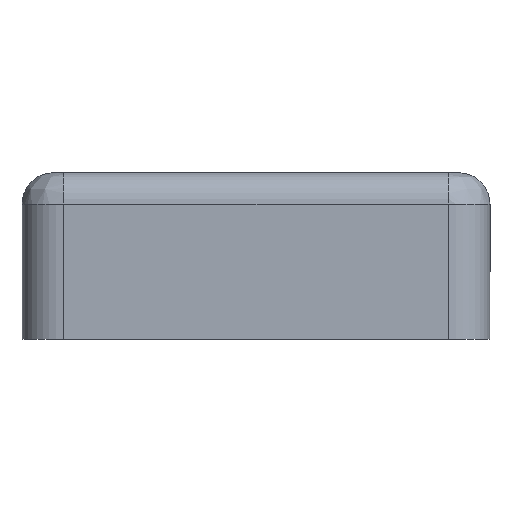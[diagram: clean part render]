
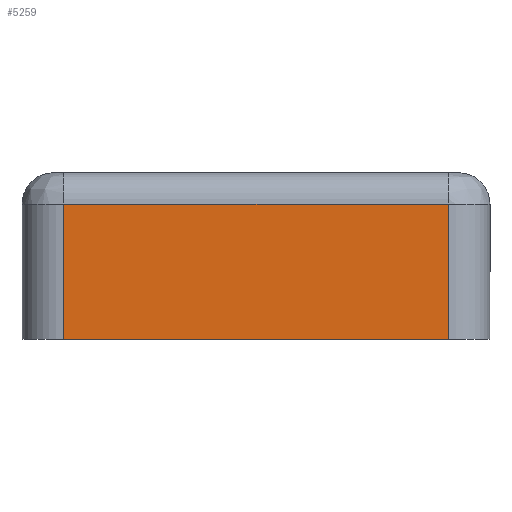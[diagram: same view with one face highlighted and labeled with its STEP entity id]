
A CAD part, left-side view. The second image highlights one B-rep face of the part: STEP entity #5259.
In plain terms, the highlighted planar face has unit normal (-1, 0, 0).
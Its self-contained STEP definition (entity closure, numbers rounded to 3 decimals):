
#200 = VECTOR ( 'NONE', #5444, 1000. ) ;
#418 = LINE ( 'NONE', #1321, #200 ) ;
#467 = VECTOR ( 'NONE', #7727, 1000. ) ;
#1050 = EDGE_CURVE ( 'NONE', #4100, #6232, #3720, .T. ) ;
#1159 = PLANE ( 'NONE',  #6091 ) ;
#1321 = CARTESIAN_POINT ( 'NONE',  ( -45., -22.5, 13. ) ) ;
#1721 = VECTOR ( 'NONE', #4957, 1000. ) ;
#2035 = CARTESIAN_POINT ( 'NONE',  ( -45., -18.5, 13. ) ) ;
#2141 = EDGE_CURVE ( 'NONE', #8128, #4100, #3543, .T. ) ;
#2319 = ORIENTED_EDGE ( 'NONE', *, *, #7258, .F. ) ;
#2565 = EDGE_CURVE ( 'NONE', #6108, #8128, #418, .T. ) ;
#3193 = CARTESIAN_POINT ( 'NONE',  ( -45., 18.5, 13. ) ) ;
#3543 = LINE ( 'NONE', #5613, #1721 ) ;
#3720 = LINE ( 'NONE', #7760, #467 ) ;
#3941 = CARTESIAN_POINT ( 'NONE',  ( -45., 22.5, 16. ) ) ;
#4007 = CARTESIAN_POINT ( 'NONE',  ( -45., 18.5, 16. ) ) ;
#4100 = VERTEX_POINT ( 'NONE', #8356 ) ;
#4178 = LINE ( 'NONE', #4007, #5781 ) ;
#4622 = DIRECTION ( 'NONE',  ( 0., 0., -1. ) ) ;
#4936 = ORIENTED_EDGE ( 'NONE', *, *, #2565, .F. ) ;
#4957 = DIRECTION ( 'NONE',  ( 0., 0., -1. ) ) ;
#5217 = ORIENTED_EDGE ( 'NONE', *, *, #1050, .F. ) ;
#5259 = ADVANCED_FACE ( 'NONE', ( #7202 ), #1159, .F. ) ;
#5264 = EDGE_LOOP ( 'NONE', ( #4936, #2319, #5217, #7925 ) ) ;
#5444 = DIRECTION ( 'NONE',  ( 0., -1., 0. ) ) ;
#5613 = CARTESIAN_POINT ( 'NONE',  ( -45., -18.5, 16. ) ) ;
#5781 = VECTOR ( 'NONE', #8071, 1000. ) ;
#6091 = AXIS2_PLACEMENT_3D ( 'NONE', #3941, #8668, #4622 ) ;
#6108 = VERTEX_POINT ( 'NONE', #3193 ) ;
#6232 = VERTEX_POINT ( 'NONE', #8021 ) ;
#7202 = FACE_OUTER_BOUND ( 'NONE', #5264, .T. ) ;
#7258 = EDGE_CURVE ( 'NONE', #6232, #6108, #4178, .T. ) ;
#7727 = DIRECTION ( 'NONE',  ( 0., 1., 0. ) ) ;
#7760 = CARTESIAN_POINT ( 'NONE',  ( -45., 22.5, 0. ) ) ;
#7925 = ORIENTED_EDGE ( 'NONE', *, *, #2141, .F. ) ;
#8021 = CARTESIAN_POINT ( 'NONE',  ( -45., 18.5, 0. ) ) ;
#8071 = DIRECTION ( 'NONE',  ( 0., 0., 1. ) ) ;
#8128 = VERTEX_POINT ( 'NONE', #2035 ) ;
#8356 = CARTESIAN_POINT ( 'NONE',  ( -45., -18.5, 0. ) ) ;
#8668 = DIRECTION ( 'NONE',  ( 1., 0., 0. ) ) ;
